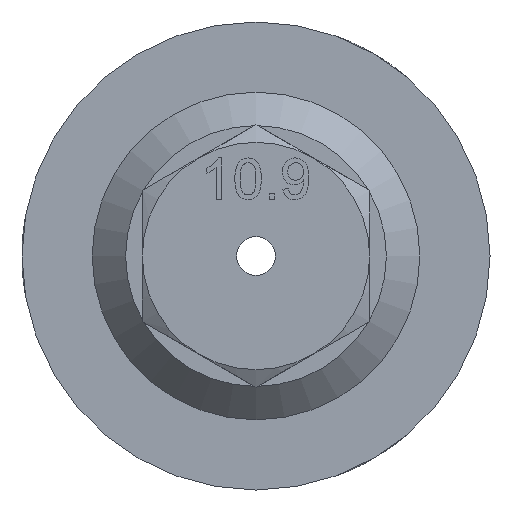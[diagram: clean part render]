
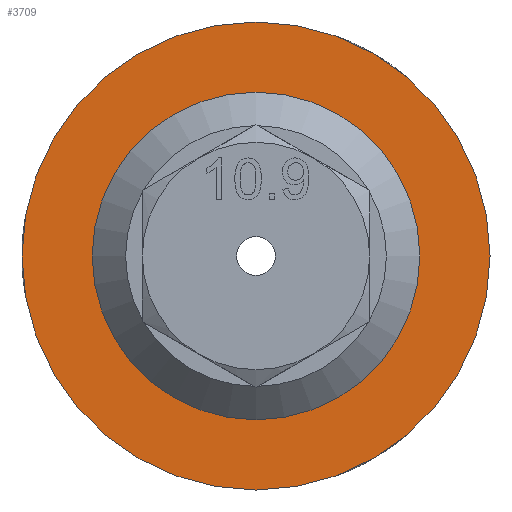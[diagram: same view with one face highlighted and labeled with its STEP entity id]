
A CAD part, front view. The second image highlights one B-rep face of the part: STEP entity #3709.
In plain terms, the highlighted planar face has unit normal (0, -1, 0).
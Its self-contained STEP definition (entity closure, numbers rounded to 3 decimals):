
#99=FACE_BOUND('',#576,.T.);
#137=PLANE('',#3925);
#351=FACE_OUTER_BOUND('',#575,.T.);
#575=EDGE_LOOP('',(#3389));
#576=EDGE_LOOP('',(#3390));
#611=CIRCLE('',#3912,17.5);
#615=CIRCLE('',#3921,12.25);
#1676=VERTEX_POINT('',#23547);
#1683=VERTEX_POINT('',#23680);
#2240=EDGE_CURVE('',#1676,#1676,#611,.T.);
#2252=EDGE_CURVE('',#1683,#1683,#615,.T.);
#3389=ORIENTED_EDGE('',*,*,#2240,.T.);
#3390=ORIENTED_EDGE('',*,*,#2252,.T.);
#3709=ADVANCED_FACE('',(#351,#99),#137,.F.);
#3912=AXIS2_PLACEMENT_3D('',#23548,#4471,#4472);
#3921=AXIS2_PLACEMENT_3D('',#23682,#4494,#4495);
#3925=AXIS2_PLACEMENT_3D('',#23686,#4502,#4503);
#4471=DIRECTION('center_axis',(0.,-1.,0.));
#4472=DIRECTION('ref_axis',(1.,0.,0.));
#4494=DIRECTION('center_axis',(0.,1.,0.));
#4495=DIRECTION('ref_axis',(1.,0.,0.));
#4502=DIRECTION('center_axis',(0.,1.,0.));
#4503=DIRECTION('ref_axis',(1.,0.,0.));
#23547=CARTESIAN_POINT('',(-17.5,-23.,0.));
#23548=CARTESIAN_POINT('Origin',(0.,-23.,0.));
#23680=CARTESIAN_POINT('',(-12.25,-23.,0.));
#23682=CARTESIAN_POINT('Origin',(0.,-23.,0.));
#23686=CARTESIAN_POINT('Origin',(0.,-23.,0.));
